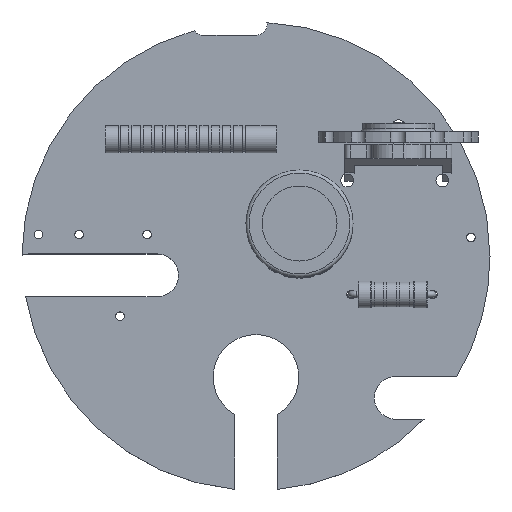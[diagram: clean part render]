
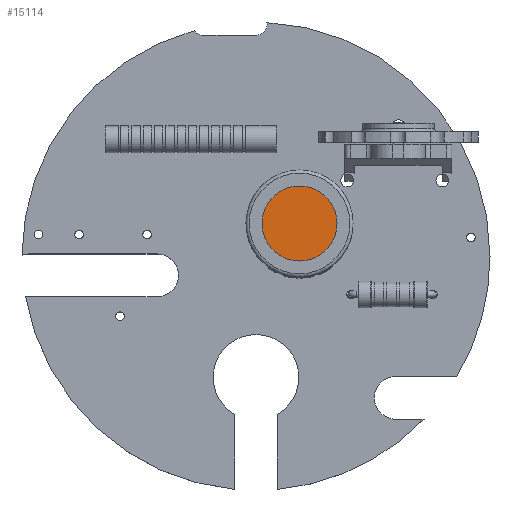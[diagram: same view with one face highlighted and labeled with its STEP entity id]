
A CAD part, top view. The second image highlights one B-rep face of the part: STEP entity #15114.
In plain terms, the highlighted planar face has unit normal (0, 0, 1).
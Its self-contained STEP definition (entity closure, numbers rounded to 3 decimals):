
#13206 = CYLINDRICAL_SURFACE('',#13207,3.501);
#13207 = AXIS2_PLACEMENT_3D('',#13208,#13209,#13210);
#13208 = CARTESIAN_POINT('',(0.,0.,10.));
#13209 = DIRECTION('',(0.,0.,1.));
#13210 = DIRECTION('',(1.,0.,-0.));
#14075 = VERTEX_POINT('',#14076);
#14076 = CARTESIAN_POINT('',(3.501,0.,9.9));
#14097 = EDGE_CURVE('',#14075,#14075,#14098,.T.);
#14098 = SURFACE_CURVE('',#14099,(#14104,#14111),.PCURVE_S1.);
#14099 = CIRCLE('',#14100,3.501);
#14100 = AXIS2_PLACEMENT_3D('',#14101,#14102,#14103);
#14101 = CARTESIAN_POINT('',(0.,0.,9.9));
#14102 = DIRECTION('',(0.,0.,1.));
#14103 = DIRECTION('',(1.,0.,-0.));
#14104 = PCURVE('',#13206,#14105);
#14105 = DEFINITIONAL_REPRESENTATION('',(#14106),#14110);
#14106 = LINE('',#14107,#14108);
#14107 = CARTESIAN_POINT('',(0.,-0.1));
#14108 = VECTOR('',#14109,1.);
#14109 = DIRECTION('',(1.,0.));
#14110 = ( GEOMETRIC_REPRESENTATION_CONTEXT(2) 
PARAMETRIC_REPRESENTATION_CONTEXT() REPRESENTATION_CONTEXT('2D SPACE',''
  ) );
#14111 = PCURVE('',#14112,#14117);
#14112 = PLANE('',#14113);
#14113 = AXIS2_PLACEMENT_3D('',#14114,#14115,#14116);
#14114 = CARTESIAN_POINT('',(0.,0.,9.9)
  );
#14115 = DIRECTION('',(0.,0.,1.));
#14116 = DIRECTION('',(1.,0.,0.));
#14117 = DEFINITIONAL_REPRESENTATION('',(#14118),#14122);
#14118 = CIRCLE('',#14119,3.501);
#14119 = AXIS2_PLACEMENT_2D('',#14120,#14121);
#14120 = CARTESIAN_POINT('',(0.,0.));
#14121 = DIRECTION('',(1.,0.));
#14122 = ( GEOMETRIC_REPRESENTATION_CONTEXT(2) 
PARAMETRIC_REPRESENTATION_CONTEXT() REPRESENTATION_CONTEXT('2D SPACE',''
  ) );
#15114 = ADVANCED_FACE('',(#15115),#14112,.T.);
#15115 = FACE_BOUND('',#15116,.T.);
#15116 = EDGE_LOOP('',(#15117));
#15117 = ORIENTED_EDGE('',*,*,#14097,.T.);
